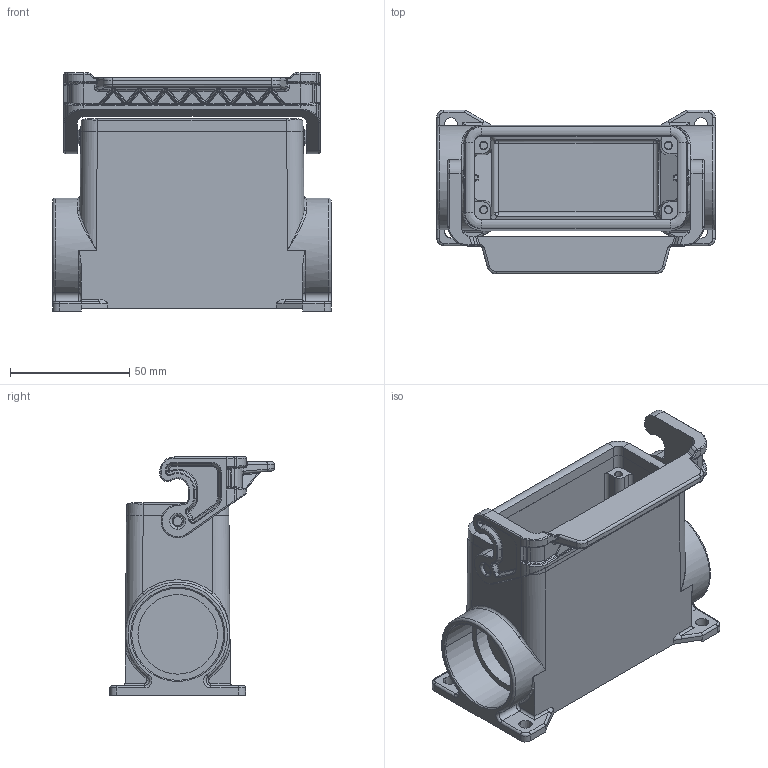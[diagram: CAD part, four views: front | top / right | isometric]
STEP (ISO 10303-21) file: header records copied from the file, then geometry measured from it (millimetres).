
FILE_DESCRIPTION(('Creo Elements/Direct Modeling STEP Export'),'2;1');
FILE_NAME('0ln7uvk5tno42nu968','2023-11-15T16:16:21',(''),(''),'Creo Elements/Direct Modeling STEP processor for AP214 (Solid Model)','Creo Elements/Direct Modeling 20.1B 02-Apr-2019 (C) Parametric Technology GmbH','');
FILE_SCHEMA(('AUTOMOTIVE_DESIGN { 1 0 10303 214 1 1 1 1 }'));
Products named in the file (2): JMPAP 16 L40
Assembly tree (1 placements, depth 2):
  JMPAP 16 L40
    JMPAP 16 L40
Bounding box: 117 x 69 x 100 mm (x, y, z)
Volume: 133770.3 mm3; surface area: 66251.1 mm2
Topology: 1 solids, 1 shells, 850 faces, 2102 edges, 1255 vertices
Faces by surface type: cylinder 352, bspline 192, plane 186, torus 80, cone 36, sphere 4
Entity records: 81039 total; most frequent: CARTESIAN_POINT 56690, ORIENTED_EDGE 4184, DIRECTION 2972, EDGE_CURVE 2092, VERTEX_POINT 1255, AXIS2_PLACEMENT_3D 1071, EDGE_LOOP 873, COLOUR_RGB 851
